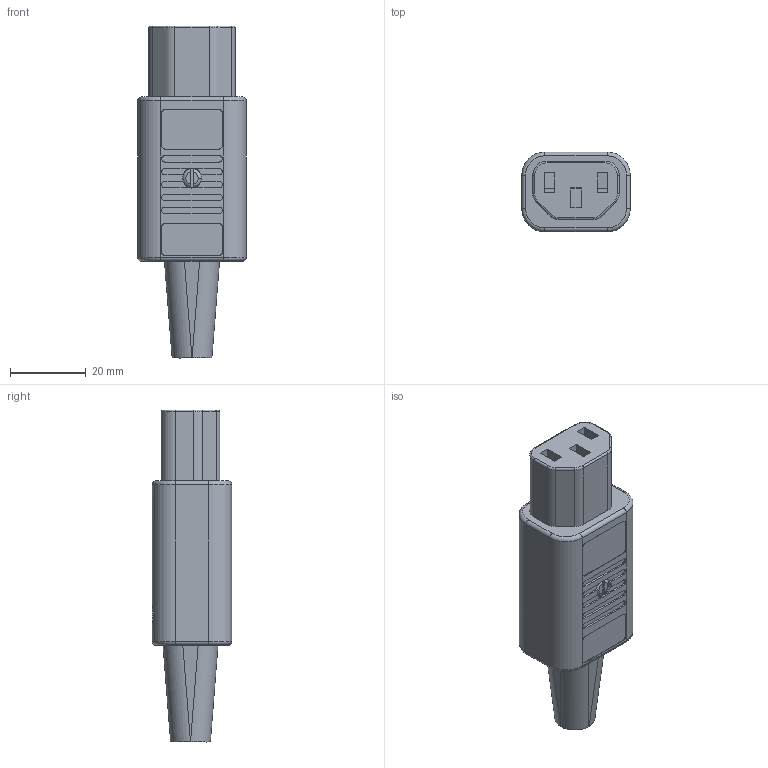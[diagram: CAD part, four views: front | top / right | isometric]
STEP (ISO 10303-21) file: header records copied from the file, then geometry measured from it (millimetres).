
FILE_DESCRIPTION (( 'STEP AP214' ), '1' );
FILE_NAME ('0100.6139--Export.STEP', '2008-06-06T09:32:59', ( '' ), ( '' ), 'SwSTEP 2.0', 'SolidWorks 2006104', '' );
FILE_SCHEMA (( 'AUTOMOTIVE_DESIGN' ));
Length unit declared in the file: millimetre
Products named in the file (1): 0100.6139--Export
Bounding box: 28.6 x 21 x 87.5 mm (x, y, z)
Volume: 30604.7 mm3; surface area: 11031.6 mm2
Topology: 1 solids, 3 shells, 247 faces, 611 edges, 387 vertices
Faces by surface type: plane 125, cylinder 87, torus 19, bspline 9, cone 6, sphere 1
Entity records: 8435 total; most frequent: CARTESIAN_POINT 2601, ORIENTED_EDGE 1218, DIRECTION 1217, EDGE_CURVE 609, AXIS2_PLACEMENT_3D 431, VERTEX_POINT 386, LINE 355, VECTOR 355
